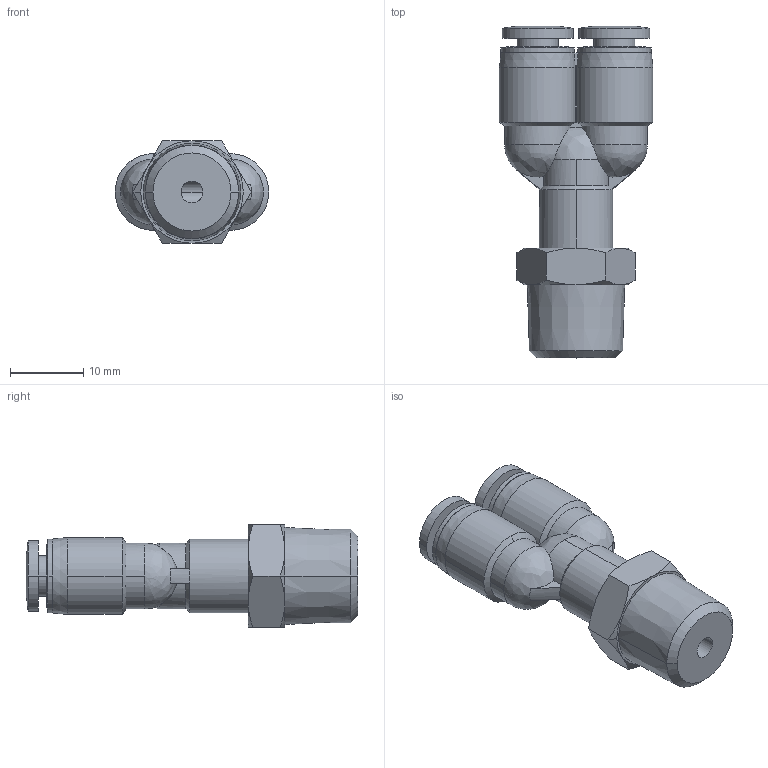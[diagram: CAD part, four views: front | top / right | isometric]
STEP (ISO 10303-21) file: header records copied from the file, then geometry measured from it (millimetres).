
FILE_DESCRIPTION (( 'STEP AP214' ), '1' );
FILE_NAME ('MY6M-14R.step', '2016-02-24T20:45:44', ( '' ), ( '' ), 'SwSTEP 2.0', 'SolidWorks 2015', '' );
FILE_SCHEMA (( 'AUTOMOTIVE_DESIGN' ));
Length unit declared in the file: inch
Products named in the file (1): MY6M-14R
Bounding box: 21 x 45.35 x 14 mm (x, y, z)
Volume: 5200.7 mm3; surface area: 3493.6 mm2
Topology: 1 solids, 1 shells, 109 faces, 274 edges, 170 vertices
Faces by surface type: cylinder 37, cone 36, plane 24, bspline 8, torus 4
Entity records: 3945 total; most frequent: CARTESIAN_POINT 1371, ORIENTED_EDGE 536, DIRECTION 530, EDGE_CURVE 268, AXIS2_PLACEMENT_3D 228, VERTEX_POINT 170, CIRCLE 126, EDGE_LOOP 122
